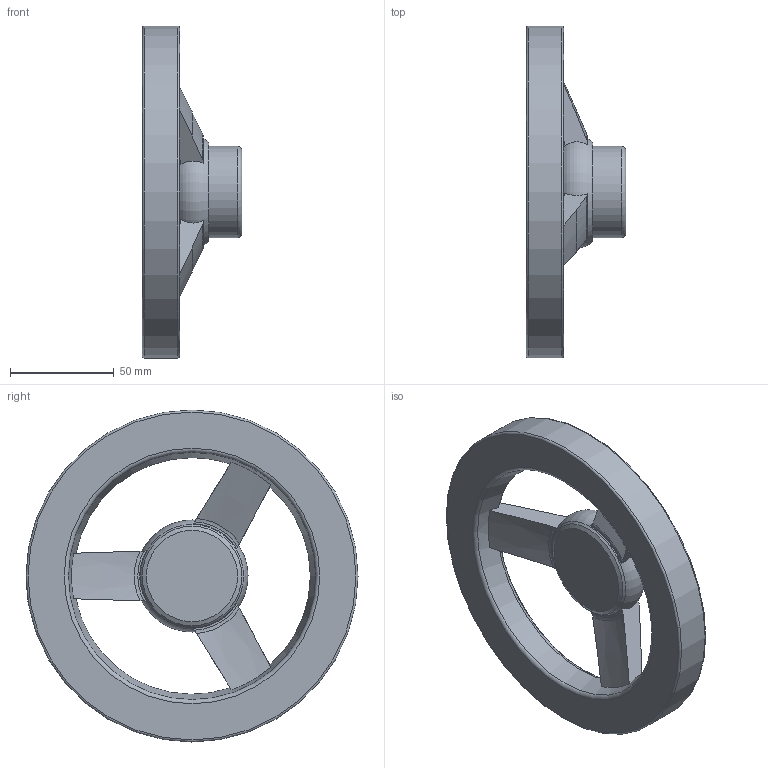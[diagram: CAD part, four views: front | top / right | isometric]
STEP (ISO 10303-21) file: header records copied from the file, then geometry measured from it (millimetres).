
FILE_DESCRIPTION(/* description */ (''),/* implementation_level */ '2;1');
FILE_NAME(/* name */ 'KBN_160.dxf',/* time_stamp */ '2012-11-23T16:02:42+08:00',/* author */ (''),/* organization */ (''),/* preprocessor_version */ 'ST-DEVELOPER v9',/* originating_system */ 'UGS - NX 4.0',/* authorisation */ '');
FILE_SCHEMA (('CONFIG_CONTROL_DESIGN'));
Length unit declared in the file: millimetre
Products named in the file (1): AdmiC730xl0b
Bounding box: 48 x 160 x 160 mm (x, y, z)
Volume: 214019.4 mm3; surface area: 47945.1 mm2
Topology: 1 solids, 1 shells, 55 faces, 149 edges, 97 vertices
Faces by surface type: plane 20, cone 18, torus 14, cylinder 3
Full cylindrical faces by diameter (mm): 44 x1, 160 x1
Entity records: 1907 total; most frequent: CARTESIAN_POINT 557, ORIENTED_EDGE 270, DIRECTION 239, EDGE_CURVE 135, AXIS2_PLACEMENT_3D 111, VERTEX_POINT 95, EDGE_LOOP 74, B_SPLINE_CURVE_WITH_KNOTS 63
